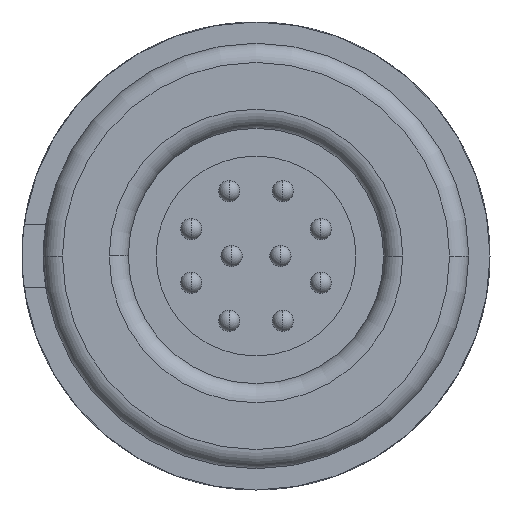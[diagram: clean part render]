
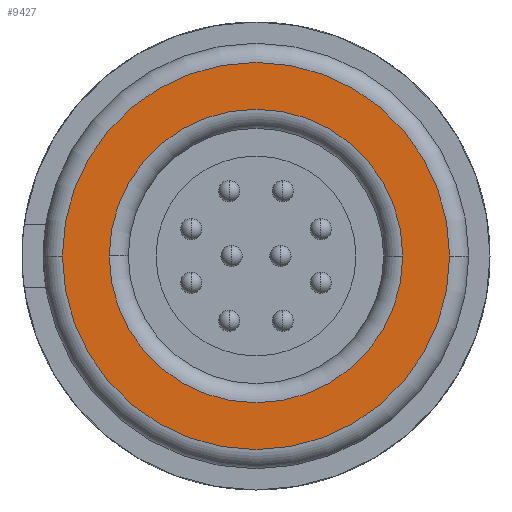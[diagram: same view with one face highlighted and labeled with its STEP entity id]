
A CAD part, left-side view. The second image highlights one B-rep face of the part: STEP entity #9427.
In plain terms, the highlighted planar face has unit normal (-1, 0, 0).
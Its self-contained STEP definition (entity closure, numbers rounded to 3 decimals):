
#4293=CARTESIAN_POINT('',(-11.4,0.,0.));
#4294=DIRECTION('',(-1.,0.,0.));
#4295=DIRECTION('',(0.,-1.,0.));
#4296=AXIS2_PLACEMENT_3D('',#4293,#4294,#4295);
#4298=CARTESIAN_POINT('',(-11.4,0.,0.));
#4299=DIRECTION('',(-1.,0.,0.));
#4300=DIRECTION('',(0.,1.,0.));
#4301=AXIS2_PLACEMENT_3D('',#4298,#4299,#4300);
#4303=CARTESIAN_POINT('',(-11.4,0.,0.));
#4304=DIRECTION('',(-1.,0.,0.));
#4305=DIRECTION('',(0.,-1.,0.));
#4306=AXIS2_PLACEMENT_3D('',#4303,#4304,#4305);
#4308=CARTESIAN_POINT('',(-11.4,0.,0.));
#4309=DIRECTION('',(-1.,0.,0.));
#4310=DIRECTION('',(0.,1.,0.));
#4311=AXIS2_PLACEMENT_3D('',#4308,#4309,#4310);
#5558=CARTESIAN_POINT('',(-11.4,-4.55,0.));
#5559=CARTESIAN_POINT('',(-11.4,4.55,0.));
#5560=VERTEX_POINT('',#5558);
#5561=VERTEX_POINT('',#5559);
#5593=CARTESIAN_POINT('',(-11.4,3.45,0.));
#5595=VERTEX_POINT('',#5593);
#5597=CARTESIAN_POINT('',(-11.4,-3.45,0.));
#5599=VERTEX_POINT('',#5597);
#9412=CARTESIAN_POINT('',(-11.4,0.,0.));
#9413=DIRECTION('',(1.,0.,0.));
#9414=DIRECTION('',(0.,-1.,0.));
#9415=AXIS2_PLACEMENT_3D('',#9412,#9413,#9414);
#9416=PLANE('',#9415);
#9418=ORIENTED_EDGE('',*,*,#9417,.F.);
#9420=ORIENTED_EDGE('',*,*,#9419,.F.);
#9421=EDGE_LOOP('',(#9418,#9420));
#9422=FACE_OUTER_BOUND('',#9421,.F.);
#9423=ORIENTED_EDGE('',*,*,#9391,.T.);
#9424=ORIENTED_EDGE('',*,*,#9407,.T.);
#9425=EDGE_LOOP('',(#9423,#9424));
#9426=FACE_BOUND('',#9425,.F.);
#9427=ADVANCED_FACE('',(#9422,#9426),#9416,.F.);
#4297=CIRCLE('',#4296,4.55);
#4302=CIRCLE('',#4301,4.55);
#4307=CIRCLE('',#4306,3.45);
#4312=CIRCLE('',#4311,3.45);
#9391=EDGE_CURVE('',#5599,#5595,#4307,.T.);
#9407=EDGE_CURVE('',#5595,#5599,#4312,.T.);
#9417=EDGE_CURVE('',#5560,#5561,#4297,.T.);
#9419=EDGE_CURVE('',#5561,#5560,#4302,.T.);
